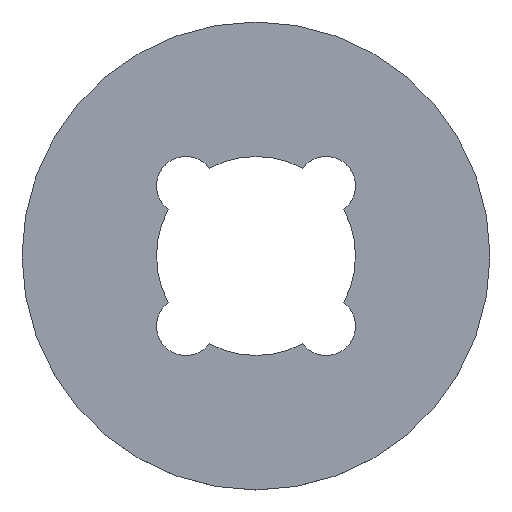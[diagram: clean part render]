
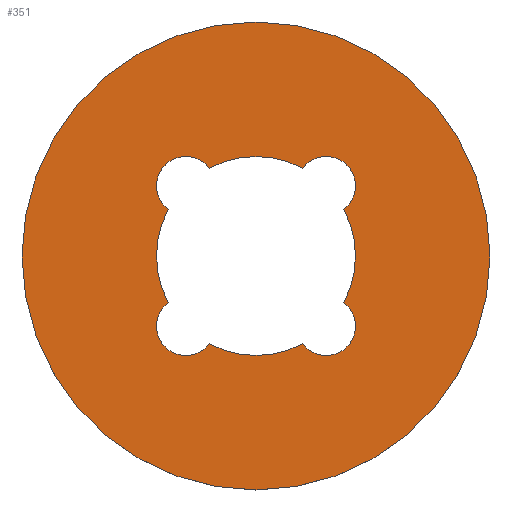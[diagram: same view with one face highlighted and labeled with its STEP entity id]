
A CAD part, top view. The second image highlights one B-rep face of the part: STEP entity #351.
In plain terms, the highlighted planar face has unit normal (0, 0, 1).
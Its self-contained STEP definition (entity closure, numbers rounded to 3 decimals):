
#28=LINE('',#569,#60);
#29=LINE('',#573,#61);
#30=LINE('',#577,#62);
#31=LINE('',#581,#63);
#32=LINE('',#585,#64);
#33=LINE('',#589,#65);
#34=LINE('',#593,#66);
#35=LINE('',#597,#67);
#60=VECTOR('',#456,1000.);
#61=VECTOR('',#459,1000.);
#62=VECTOR('',#462,1000.);
#63=VECTOR('',#465,1000.);
#64=VECTOR('',#468,1000.);
#65=VECTOR('',#471,1000.);
#66=VECTOR('',#474,1000.);
#67=VECTOR('',#477,1000.);
#85=PLANE('',#393);
#113=ORIENTED_EDGE('',*,*,#212,.T.);
#114=ORIENTED_EDGE('',*,*,#213,.T.);
#115=ORIENTED_EDGE('',*,*,#214,.T.);
#116=ORIENTED_EDGE('',*,*,#215,.T.);
#117=ORIENTED_EDGE('',*,*,#216,.T.);
#118=ORIENTED_EDGE('',*,*,#217,.T.);
#119=ORIENTED_EDGE('',*,*,#218,.T.);
#120=ORIENTED_EDGE('',*,*,#219,.T.);
#121=ORIENTED_EDGE('',*,*,#220,.T.);
#122=ORIENTED_EDGE('',*,*,#221,.T.);
#123=ORIENTED_EDGE('',*,*,#222,.T.);
#124=ORIENTED_EDGE('',*,*,#223,.T.);
#125=ORIENTED_EDGE('',*,*,#224,.T.);
#126=ORIENTED_EDGE('',*,*,#225,.T.);
#127=ORIENTED_EDGE('',*,*,#226,.T.);
#128=ORIENTED_EDGE('',*,*,#227,.T.);
#129=ORIENTED_EDGE('',*,*,#195,.T.);
#195=EDGE_CURVE('',#245,#245,#279,.T.);
#212=EDGE_CURVE('',#262,#263,#288,.F.);
#213=EDGE_CURVE('',#263,#264,#28,.T.);
#214=EDGE_CURVE('',#264,#265,#289,.F.);
#215=EDGE_CURVE('',#265,#266,#29,.T.);
#216=EDGE_CURVE('',#266,#267,#290,.F.);
#217=EDGE_CURVE('',#267,#268,#30,.T.);
#218=EDGE_CURVE('',#268,#269,#291,.F.);
#219=EDGE_CURVE('',#269,#270,#31,.T.);
#220=EDGE_CURVE('',#270,#271,#292,.F.);
#221=EDGE_CURVE('',#271,#272,#32,.T.);
#222=EDGE_CURVE('',#272,#273,#293,.F.);
#223=EDGE_CURVE('',#273,#274,#33,.T.);
#224=EDGE_CURVE('',#274,#275,#294,.F.);
#225=EDGE_CURVE('',#275,#276,#34,.T.);
#226=EDGE_CURVE('',#276,#277,#295,.F.);
#227=EDGE_CURVE('',#277,#262,#35,.T.);
#245=VERTEX_POINT('',#531);
#262=VERTEX_POINT('',#567);
#263=VERTEX_POINT('',#568);
#264=VERTEX_POINT('',#570);
#265=VERTEX_POINT('',#572);
#266=VERTEX_POINT('',#574);
#267=VERTEX_POINT('',#576);
#268=VERTEX_POINT('',#578);
#269=VERTEX_POINT('',#580);
#270=VERTEX_POINT('',#582);
#271=VERTEX_POINT('',#584);
#272=VERTEX_POINT('',#586);
#273=VERTEX_POINT('',#588);
#274=VERTEX_POINT('',#590);
#275=VERTEX_POINT('',#592);
#276=VERTEX_POINT('',#594);
#277=VERTEX_POINT('',#596);
#279=CIRCLE('',#383,6.);
#288=CIRCLE('',#394,0.75);
#289=CIRCLE('',#395,2.55);
#290=CIRCLE('',#396,0.75);
#291=CIRCLE('',#397,2.55);
#292=CIRCLE('',#398,0.75);
#293=CIRCLE('',#399,2.55);
#294=CIRCLE('',#400,0.75);
#295=CIRCLE('',#401,2.55);
#300=EDGE_LOOP('',(#113,#114,#115,#116,#117,#118,#119,#120,#121,#122,#123,
#124,#125,#126,#127,#128));
#301=EDGE_LOOP('',(#129));
#322=FACE_BOUND('',#300,.T.);
#323=FACE_BOUND('',#301,.T.);
#351=ADVANCED_FACE('',(#322,#323),#85,.T.);
#383=AXIS2_PLACEMENT_3D('',#530,#424,#425);
#393=AXIS2_PLACEMENT_3D('',#565,#452,#453);
#394=AXIS2_PLACEMENT_3D('',#566,#454,#455);
#395=AXIS2_PLACEMENT_3D('',#571,#457,#458);
#396=AXIS2_PLACEMENT_3D('',#575,#460,#461);
#397=AXIS2_PLACEMENT_3D('',#579,#463,#464);
#398=AXIS2_PLACEMENT_3D('',#583,#466,#467);
#399=AXIS2_PLACEMENT_3D('',#587,#469,#470);
#400=AXIS2_PLACEMENT_3D('',#591,#472,#473);
#401=AXIS2_PLACEMENT_3D('',#595,#475,#476);
#424=DIRECTION('',(0.,0.,1.));
#425=DIRECTION('',(1.,0.,0.));
#452=DIRECTION('',(0.,0.,1.));
#453=DIRECTION('',(1.,0.,0.));
#454=DIRECTION('',(0.,0.,1.));
#455=DIRECTION('',(1.,0.,0.));
#456=DIRECTION('',(0.707,0.707,0.));
#457=DIRECTION('',(0.,0.,1.));
#458=DIRECTION('',(1.,0.,0.));
#459=DIRECTION('',(-0.707,0.707,0.));
#460=DIRECTION('',(0.,0.,1.));
#461=DIRECTION('',(1.,0.,0.));
#462=DIRECTION('',(0.707,-0.707,0.));
#463=DIRECTION('',(0.,0.,1.));
#464=DIRECTION('',(1.,0.,0.));
#465=DIRECTION('',(0.707,0.707,0.));
#466=DIRECTION('',(0.,0.,1.));
#467=DIRECTION('',(1.,0.,0.));
#468=DIRECTION('',(-0.707,-0.707,0.));
#469=DIRECTION('',(0.,0.,1.));
#470=DIRECTION('',(1.,0.,0.));
#471=DIRECTION('',(0.707,-0.707,0.));
#472=DIRECTION('',(0.,0.,1.));
#473=DIRECTION('',(1.,0.,0.));
#474=DIRECTION('',(-0.707,0.707,0.));
#475=DIRECTION('',(0.,0.,1.));
#476=DIRECTION('',(1.,0.,0.));
#477=DIRECTION('',(-0.707,-0.707,0.));
#530=CARTESIAN_POINT('',(0.,0.,0.));
#531=CARTESIAN_POINT('',(6.,0.,0.));
#565=CARTESIAN_POINT('',(0.,0.,0.));
#566=CARTESIAN_POINT('',(-1.803,-1.803,0.));
#567=CARTESIAN_POINT('',(-1.273,-2.333,0.));
#568=CARTESIAN_POINT('',(-2.333,-1.273,0.));
#569=CARTESIAN_POINT('',(-0.53,0.53,0.));
#570=CARTESIAN_POINT('',(-2.254,-1.193,0.));
#571=CARTESIAN_POINT('',(0.,0.,0.));
#572=CARTESIAN_POINT('',(-2.254,1.193,0.));
#573=CARTESIAN_POINT('',(-0.53,-0.53,0.));
#574=CARTESIAN_POINT('',(-2.333,1.273,0.));
#575=CARTESIAN_POINT('',(-1.803,1.803,0.));
#576=CARTESIAN_POINT('',(-1.273,2.333,0.));
#577=CARTESIAN_POINT('',(0.53,0.53,0.));
#578=CARTESIAN_POINT('',(-1.193,2.254,0.));
#579=CARTESIAN_POINT('',(0.,0.,0.));
#580=CARTESIAN_POINT('',(1.193,2.254,0.));
#581=CARTESIAN_POINT('',(-0.53,0.53,0.));
#582=CARTESIAN_POINT('',(1.273,2.333,0.));
#583=CARTESIAN_POINT('',(1.803,1.803,0.));
#584=CARTESIAN_POINT('',(2.333,1.273,0.));
#585=CARTESIAN_POINT('',(0.53,-0.53,0.));
#586=CARTESIAN_POINT('',(2.254,1.193,0.));
#587=CARTESIAN_POINT('',(0.,0.,0.));
#588=CARTESIAN_POINT('',(2.254,-1.193,0.));
#589=CARTESIAN_POINT('',(0.53,0.53,0.));
#590=CARTESIAN_POINT('',(2.333,-1.273,0.));
#591=CARTESIAN_POINT('',(1.803,-1.803,0.));
#592=CARTESIAN_POINT('',(1.273,-2.333,0.));
#593=CARTESIAN_POINT('',(-0.53,-0.53,0.));
#594=CARTESIAN_POINT('',(1.193,-2.254,0.));
#595=CARTESIAN_POINT('',(0.,0.,0.));
#596=CARTESIAN_POINT('',(-1.193,-2.254,0.));
#597=CARTESIAN_POINT('',(0.53,-0.53,0.));
